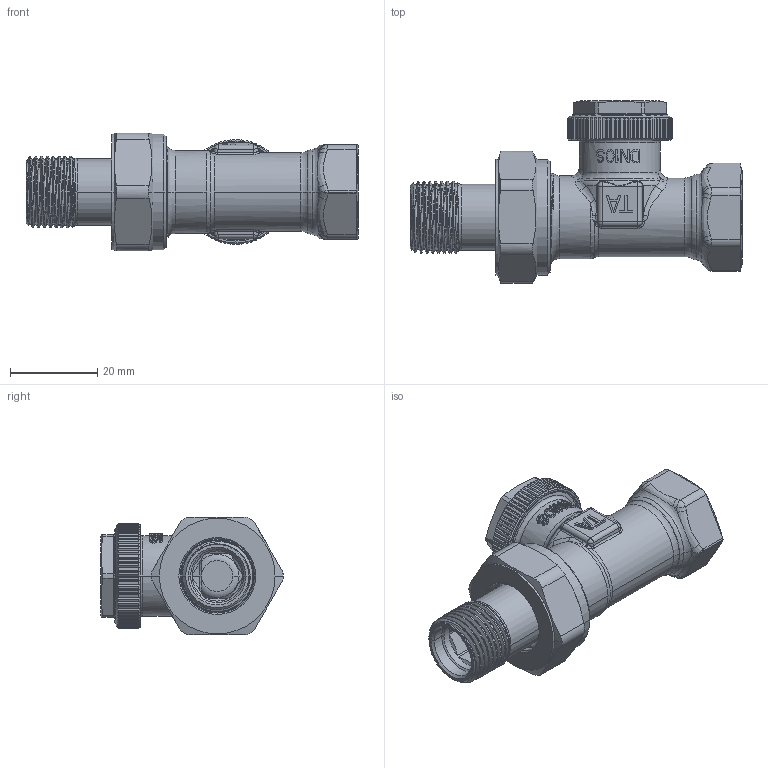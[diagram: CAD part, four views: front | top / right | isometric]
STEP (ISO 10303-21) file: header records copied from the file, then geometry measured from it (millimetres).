
FILE_DESCRIPTION((''),'2;1');
FILE_NAME('50005-110-GEWINDE_SW0001','2018-09-10T15:25:59',('marann'),(''),'CREO PARAMETRIC BY PTC INC, 2017380','CREO PARAMETRIC BY PTC INC, 2017380','');
FILE_SCHEMA(('CONFIG_CONTROL_DESIGN'));
Products named in the file (1): 50005-110-GEWINDE_SW0001
Bounding box: 76.1 x 41.82 x 27 mm (x, y, z)
Volume: 16658.6 mm3; surface area: 15381.2 mm2
Topology: 1 solids, 1 shells, 905 faces, 2377 edges, 1490 vertices
Faces by surface type: plane 368, cylinder 220, bspline 125, cone 98, torus 60, sphere 34
Entity records: 44358 total; most frequent: CARTESIAN_POINT 23985, ORIENTED_EDGE 4746, DIRECTION 3598, EDGE_CURVE 2373, VERTEX_POINT 1490, AXIS2_PLACEMENT_3D 1431, B_SPLINE_CURVE_WITH_KNOTS 986, EDGE_LOOP 931
